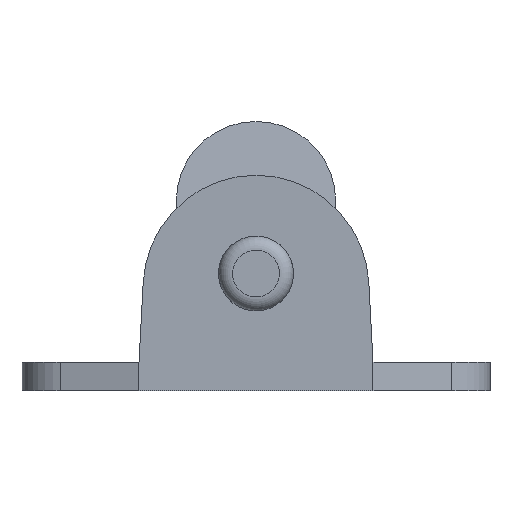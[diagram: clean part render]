
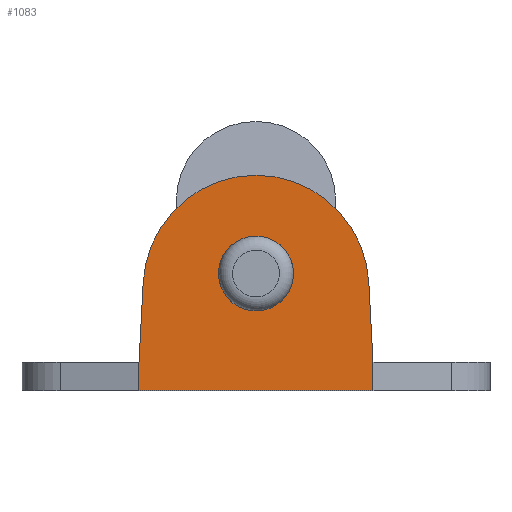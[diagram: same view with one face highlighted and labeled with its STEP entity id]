
A CAD part, front view. The second image highlights one B-rep face of the part: STEP entity #1083.
In plain terms, the highlighted planar face has unit normal (0, -1, 0).
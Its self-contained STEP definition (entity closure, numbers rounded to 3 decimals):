
#58=FACE_BOUND('',#134,.T.);
#72=FACE_OUTER_BOUND('',#133,.T.);
#133=EDGE_LOOP('',(#723,#724,#725,#726,#727,#728));
#134=EDGE_LOOP('',(#729,#730));
#208=LINE('',#1651,#311);
#209=LINE('',#1653,#312);
#210=LINE('',#1655,#313);
#211=LINE('',#1657,#314);
#212=LINE('',#1658,#315);
#311=VECTOR('',#1325,10.);
#312=VECTOR('',#1326,10.);
#313=VECTOR('',#1327,10.);
#314=VECTOR('',#1328,10.);
#315=VECTOR('',#1329,10.);
#414=CIRCLE('',#1208,12.068);
#415=CIRCLE('',#1209,4.);
#416=CIRCLE('',#1210,4.);
#458=VERTEX_POINT('',#1647);
#459=VERTEX_POINT('',#1648);
#460=VERTEX_POINT('',#1650);
#461=VERTEX_POINT('',#1652);
#462=VERTEX_POINT('',#1654);
#463=VERTEX_POINT('',#1656);
#464=VERTEX_POINT('',#1659);
#465=VERTEX_POINT('',#1660);
#564=EDGE_CURVE('',#458,#459,#414,.T.);
#565=EDGE_CURVE('',#459,#460,#208,.T.);
#566=EDGE_CURVE('',#461,#460,#209,.T.);
#567=EDGE_CURVE('',#461,#462,#210,.T.);
#568=EDGE_CURVE('',#462,#463,#211,.T.);
#569=EDGE_CURVE('',#458,#463,#212,.T.);
#570=EDGE_CURVE('',#464,#465,#415,.T.);
#571=EDGE_CURVE('',#465,#464,#416,.T.);
#723=ORIENTED_EDGE('',*,*,#564,.T.);
#724=ORIENTED_EDGE('',*,*,#565,.T.);
#725=ORIENTED_EDGE('',*,*,#566,.F.);
#726=ORIENTED_EDGE('',*,*,#567,.T.);
#727=ORIENTED_EDGE('',*,*,#568,.T.);
#728=ORIENTED_EDGE('',*,*,#569,.F.);
#729=ORIENTED_EDGE('',*,*,#570,.T.);
#730=ORIENTED_EDGE('',*,*,#571,.T.);
#1041=PLANE('',#1207);
#1083=ADVANCED_FACE('',(#72,#58),#1041,.T.);
#1207=AXIS2_PLACEMENT_3D('',#1646,#1321,#1322);
#1208=AXIS2_PLACEMENT_3D('',#1649,#1323,#1324);
#1209=AXIS2_PLACEMENT_3D('',#1661,#1330,#1331);
#1210=AXIS2_PLACEMENT_3D('',#1662,#1332,#1333);
#1321=DIRECTION('center_axis',(0.,-1.,0.));
#1322=DIRECTION('ref_axis',(0.,0.,-1.));
#1323=DIRECTION('center_axis',(0.,-1.,0.));
#1324=DIRECTION('ref_axis',(0.,0.,1.));
#1325=DIRECTION('',(-0.052,0.,-0.999));
#1326=DIRECTION('',(0.,0.,1.));
#1327=DIRECTION('',(1.,0.,0.));
#1328=DIRECTION('',(0.,0.,1.));
#1329=DIRECTION('',(0.052,0.,-0.999));
#1330=DIRECTION('center_axis',(0.,1.,0.));
#1331=DIRECTION('ref_axis',(-1.,0.,0.));
#1332=DIRECTION('center_axis',(0.,1.,0.));
#1333=DIRECTION('ref_axis',(-1.,0.,0.));
#1646=CARTESIAN_POINT('Origin',(0.,0.,0.));
#1647=CARTESIAN_POINT('',(12.051,0.,11.564));
#1648=CARTESIAN_POINT('',(-12.051,0.,11.564));
#1649=CARTESIAN_POINT('Origin',(0.,0.,10.932));
#1650=CARTESIAN_POINT('',(-12.5,0.,3.));
#1651=CARTESIAN_POINT('',(-12.051,0.,11.564));
#1652=CARTESIAN_POINT('',(-12.5,0.,0.));
#1653=CARTESIAN_POINT('',(-12.5,0.,0.));
#1654=CARTESIAN_POINT('',(12.5,0.,0.));
#1655=CARTESIAN_POINT('',(-12.5,0.,0.));
#1656=CARTESIAN_POINT('',(12.5,0.,3.));
#1657=CARTESIAN_POINT('',(12.5,0.,0.));
#1658=CARTESIAN_POINT('',(12.051,0.,11.564));
#1659=CARTESIAN_POINT('',(0.,0.,8.5));
#1660=CARTESIAN_POINT('',(-4.,0.,12.5));
#1661=CARTESIAN_POINT('Origin',(0.,0.,12.5));
#1662=CARTESIAN_POINT('Origin',(0.,0.,12.5));
